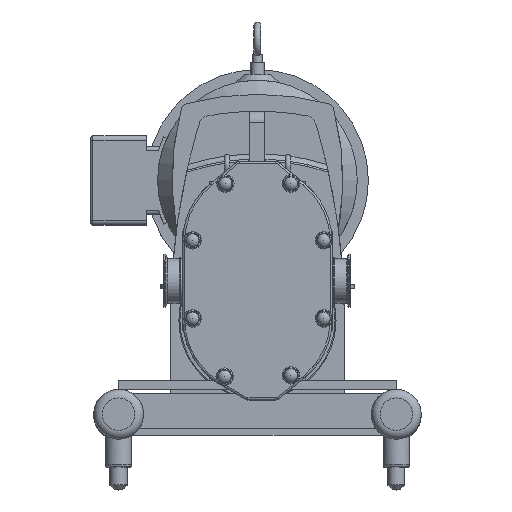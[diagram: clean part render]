
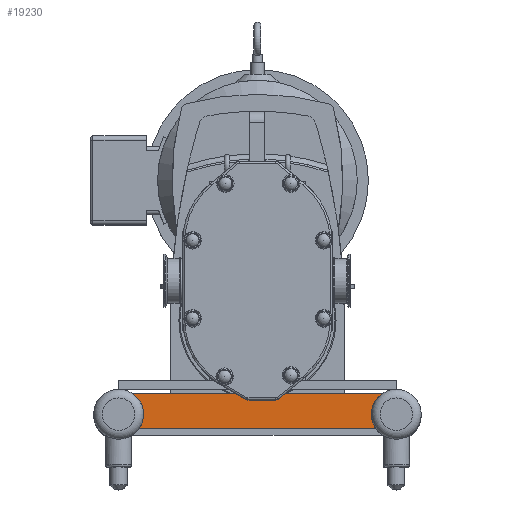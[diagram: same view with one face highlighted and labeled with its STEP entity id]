
A CAD part, top view. The second image highlights one B-rep face of the part: STEP entity #19230.
In plain terms, the highlighted planar face has unit normal (0, 0, 1).
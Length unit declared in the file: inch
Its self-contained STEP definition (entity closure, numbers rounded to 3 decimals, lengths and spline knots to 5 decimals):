
#1766=LINE('',#35156,#3132);
#1767=LINE('',#35159,#3133);
#3132=VECTOR('',#26914,0.3937);
#3133=VECTOR('',#26917,0.3937);
#3949=PLANE('',#21347);
#5407=FACE_OUTER_BOUND('',#6551,.T.);
#6551=EDGE_LOOP('',(#17940,#17941,#17942,#17943,#17944));
#7596=CIRCLE('',#21297,1.4375);
#7629=CIRCLE('',#21348,1.4375);
#7630=CIRCLE('',#21349,1.4375);
#9488=VERTEX_POINT('',#34895);
#9489=VERTEX_POINT('',#34897);
#9535=VERTEX_POINT('',#35153);
#9536=VERTEX_POINT('',#35154);
#9537=VERTEX_POINT('',#35157);
#12297=EDGE_CURVE('',#9488,#9489,#7596,.T.);
#12357=EDGE_CURVE('',#9535,#9536,#7629,.T.);
#12358=EDGE_CURVE('',#9535,#9489,#1766,.T.);
#12359=EDGE_CURVE('',#9537,#9488,#7630,.T.);
#12360=EDGE_CURVE('',#9537,#9536,#1767,.T.);
#17940=ORIENTED_EDGE('',*,*,#12357,.F.);
#17941=ORIENTED_EDGE('',*,*,#12358,.T.);
#17942=ORIENTED_EDGE('',*,*,#12297,.F.);
#17943=ORIENTED_EDGE('',*,*,#12359,.F.);
#17944=ORIENTED_EDGE('',*,*,#12360,.T.);
#19230=ADVANCED_FACE('',(#5407),#3949,.T.);
#21297=AXIS2_PLACEMENT_3D('',#34898,#26787,#26788);
#21347=AXIS2_PLACEMENT_3D('',#35152,#26910,#26911);
#21348=AXIS2_PLACEMENT_3D('',#35155,#26912,#26913);
#21349=AXIS2_PLACEMENT_3D('',#35158,#26915,#26916);
#26787=DIRECTION('center_axis',(0.,0.,
1.));
#26788=DIRECTION('ref_axis',(-1.,0.,0.));
#26910=DIRECTION('center_axis',(0.,0.,
1.));
#26911=DIRECTION('ref_axis',(1.,0.,0.));
#26912=DIRECTION('center_axis',(0.,0.,
1.));
#26913=DIRECTION('ref_axis',(-1.,0.,0.));
#26914=DIRECTION('',(-1.,0.,0.));
#26915=DIRECTION('center_axis',(0.,0.,
1.));
#26916=DIRECTION('ref_axis',(-1.,0.,0.));
#26917=DIRECTION('',(1.,0.,0.));
#34895=CARTESIAN_POINT('',(-6.5625,-7.6875,-8.288));
#34897=CARTESIAN_POINT('',(-7.19358,-6.4975,-8.288));
#34898=CARTESIAN_POINT('Origin',(-8.,-7.6875,-8.288));
#35152=CARTESIAN_POINT('Origin',(0.00337,-7.45774,-8.288));
#35153=CARTESIAN_POINT('',(7.19358,-6.4975,-8.288));
#35154=CARTESIAN_POINT('',(6.81244,-8.4975,-8.288));
#35155=CARTESIAN_POINT('Origin',(8.,-7.6875,-8.288));
#35156=CARTESIAN_POINT('',(-7.62,-6.4975,-8.288));
#35157=CARTESIAN_POINT('',(-6.81244,-8.4975,-8.288));
#35158=CARTESIAN_POINT('Origin',(-8.,-7.6875,-8.288));
#35159=CARTESIAN_POINT('',(7.12822,-8.4975,-8.288));
